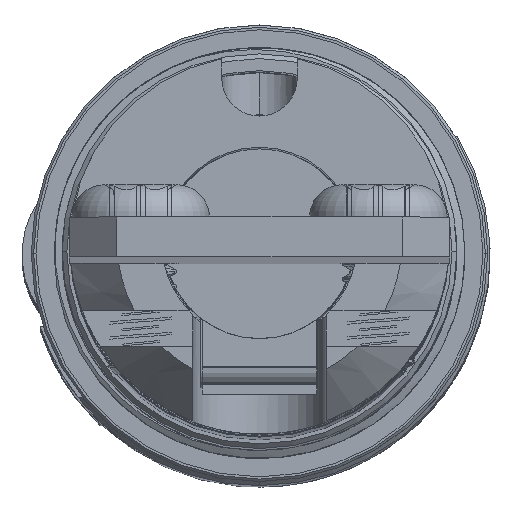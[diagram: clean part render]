
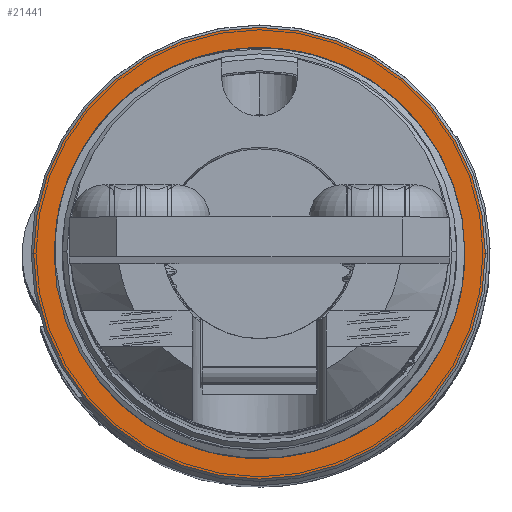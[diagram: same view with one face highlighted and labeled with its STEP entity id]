
A CAD part, top view. The second image highlights one B-rep face of the part: STEP entity #21441.
In plain terms, the highlighted face is planar.
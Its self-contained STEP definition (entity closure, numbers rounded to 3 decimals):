
#1254 = CIRCLE ( 'NONE', #32428, 4.75 ) ;
#1273 = CIRCLE ( 'NONE', #32443, 4.15 ) ;
#3284 = AXIS2_PLACEMENT_3D ( 'NONE', #16487, #16497, #16498 ) ;
#3373 = AXIS2_PLACEMENT_3D ( 'NONE', #10955, #10956, #10957 ) ;
#3374 = AXIS2_PLACEMENT_3D ( 'NONE', #10960, #10961, #10962 ) ;
#8436 = ORIENTED_EDGE ( 'NONE', *, *, #30882, .T. ) ;
#8437 = ORIENTED_EDGE ( 'NONE', *, *, #10163, .T. ) ;
#8438 = ORIENTED_EDGE ( 'NONE', *, *, #10180, .T. ) ;
#8439 = ORIENTED_EDGE ( 'NONE', *, *, #30883, .T. ) ;
#10163 = EDGE_CURVE ( 'NONE', #33192, #33193, #1254, .T. ) ;
#10180 = EDGE_CURVE ( 'NONE', #33234, #33232, #1273, .T. ) ;
#10955 = CARTESIAN_POINT ( 'NONE',  ( 0., 0., 30.5 ) ) ;
#10956 = DIRECTION ( 'NONE',  ( 0., 0., -1. ) ) ;
#10957 = DIRECTION ( 'NONE',  ( -1., 0., 0. ) ) ;
#10960 = CARTESIAN_POINT ( 'NONE',  ( 0., 0., 30.5 ) ) ;
#10961 = DIRECTION ( 'NONE',  ( 0., 0., 1. ) ) ;
#10962 = DIRECTION ( 'NONE',  ( -1., 0., 0. ) ) ;
#14730 = FACE_OUTER_BOUND ( 'NONE', #16944, .T. ) ;
#14733 = FACE_BOUND ( 'NONE', #16950, .T. ) ;
#14910 = CIRCLE ( 'NONE', #3373, 4.75 ) ;
#14911 = CIRCLE ( 'NONE', #3374, 4.15 ) ;
#16487 = CARTESIAN_POINT ( 'NONE',  ( 0., 4.8, 30.5 ) ) ;
#16495 = PLANE ( 'NONE',  #3284 ) ;
#16497 = DIRECTION ( 'NONE',  ( 0., 0., -1. ) ) ;
#16498 = DIRECTION ( 'NONE',  ( -1., 0., 0. ) ) ;
#16944 = EDGE_LOOP ( 'NONE', ( #8436, #8437 ) ) ;
#16950 = EDGE_LOOP ( 'NONE', ( #8438, #8439 ) ) ;
#21441 = ADVANCED_FACE ( 'NONE', ( #14730, #14733 ), #16495, .T. ) ;
#25637 = CARTESIAN_POINT ( 'NONE',  ( -4.75, 0., 30.5 ) ) ;
#25638 = CARTESIAN_POINT ( 'NONE',  ( 4.75, 0., 30.5 ) ) ;
#25680 = CARTESIAN_POINT ( 'NONE',  ( 4.15, 0., 30.5 ) ) ;
#25682 = CARTESIAN_POINT ( 'NONE',  ( -4.15, 0., 30.5 ) ) ;
#28249 = CARTESIAN_POINT ( 'NONE',  ( 0., 0., 30.5 ) ) ;
#28250 = DIRECTION ( 'NONE',  ( 0., 0., -1. ) ) ;
#28251 = DIRECTION ( 'NONE',  ( -1., 0., 0. ) ) ;
#28296 = CARTESIAN_POINT ( 'NONE',  ( 0., 0., 30.5 ) ) ;
#28297 = DIRECTION ( 'NONE',  ( 0., 0., 1. ) ) ;
#28298 = DIRECTION ( 'NONE',  ( -1., 0., 0. ) ) ;
#30882 = EDGE_CURVE ( 'NONE', #33193, #33192, #14910, .T. ) ;
#30883 = EDGE_CURVE ( 'NONE', #33232, #33234, #14911, .T. ) ;
#32428 = AXIS2_PLACEMENT_3D ( 'NONE', #28249, #28250, #28251 ) ;
#32443 = AXIS2_PLACEMENT_3D ( 'NONE', #28296, #28297, #28298 ) ;
#33192 = VERTEX_POINT ( 'NONE', #25637 ) ;
#33193 = VERTEX_POINT ( 'NONE', #25638 ) ;
#33232 = VERTEX_POINT ( 'NONE', #25680 ) ;
#33234 = VERTEX_POINT ( 'NONE', #25682 ) ;
